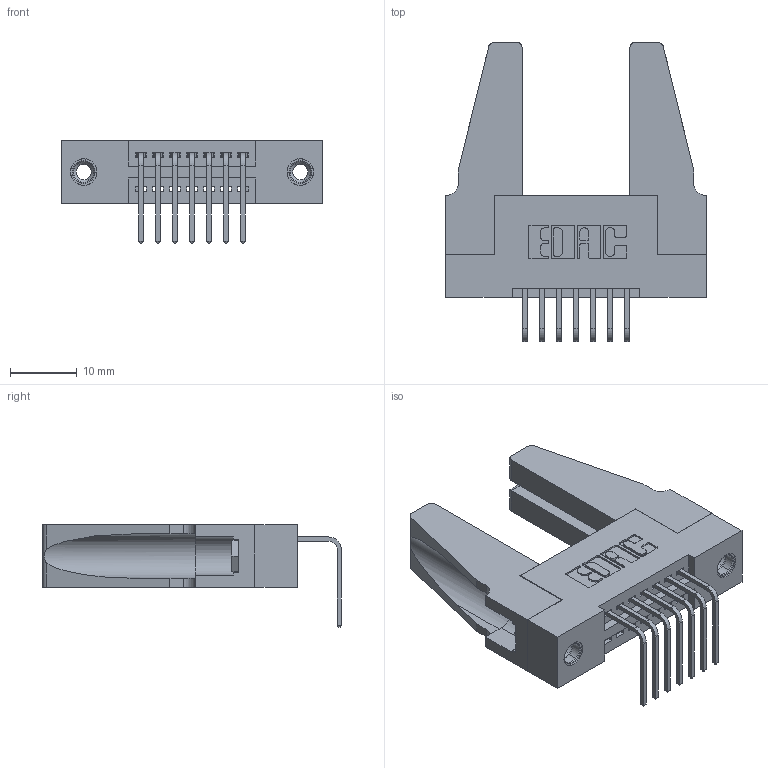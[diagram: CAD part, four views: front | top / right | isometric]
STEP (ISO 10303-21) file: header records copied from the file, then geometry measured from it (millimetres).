
FILE_DESCRIPTION (( 'STEP AP203' ), '1' );
FILE_NAME ('345-007-558-188.STEP', '2019-10-10T10:59:14', ( '' ), ( '' ), 'SwSTEP 2.0', 'SolidWorks 2016', '' );
FILE_SCHEMA (( 'CONFIG_CONTROL_DESIGN' ));
Length unit declared in the file: inch
Products named in the file (5): 345 Part_Flush Mounting Lugs - 0.156 Dia-TH; 345-292-001_558 Tail - 2; 345-250-001_345-250-001-102; 345-220-078_345-220-088; 345-007-558-188
Assembly tree (12 placements, depth 2):
  345-007-558-188
    345 Part_Flush Mounting Lugs - 0.156 Dia-TH
    345-292-001_558 Tail - 2  x7
    345-250-001_345-250-001-102  x2
    345-220-078_345-220-088  x2
Bounding box: 39.01 x 44.69 x 15.37 mm (x, y, z)
Volume: 6694.7 mm3; surface area: 7365.1 mm2
Topology: 12 solids, 12 shells, 670 faces, 1929 edges, 1266 vertices
Faces by surface type: plane 446, cylinder 208, cone 12, torus 4
Entity records: 12212 total; most frequent: CARTESIAN_POINT 2107, ORIENTED_EDGE 2008, DIRECTION 1898, EDGE_CURVE 1004, LINE 802, VECTOR 802, VERTEX_POINT 662, AXIS2_PLACEMENT_3D 548
